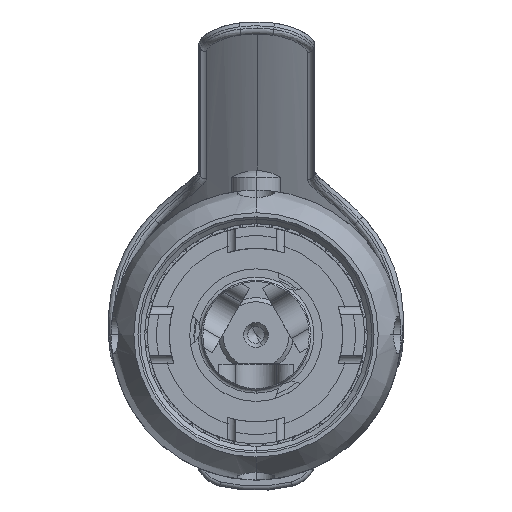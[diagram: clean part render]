
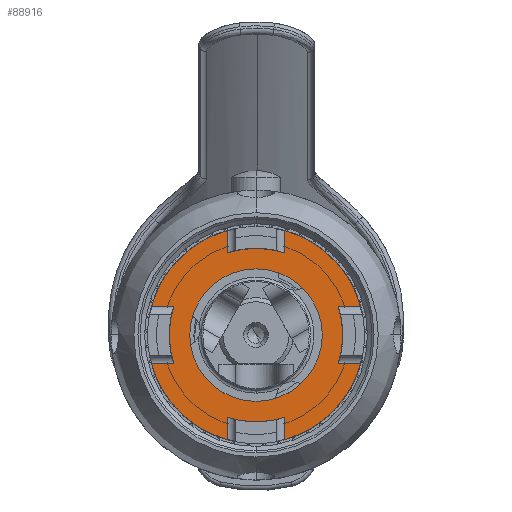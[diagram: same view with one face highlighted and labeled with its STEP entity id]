
A CAD part, top view. The second image highlights one B-rep face of the part: STEP entity #88916.
In plain terms, the highlighted planar face has unit normal (0, 0, 1).
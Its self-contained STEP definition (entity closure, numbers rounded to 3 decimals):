
#76418=CARTESIAN_POINT('',(0.,0.,-5.6));
#76419=DIRECTION('',(0.,0.,-1.));
#76420=DIRECTION('',(0.965,-0.263,0.));
#76421=AXIS2_PLACEMENT_3D('',#76418,#76419,#76420);
#76440=CARTESIAN_POINT('',(0.,0.,-5.6));
#76441=DIRECTION('',(0.,0.,-1.));
#76442=DIRECTION('',(0.263,0.965,0.));
#76443=AXIS2_PLACEMENT_3D('',#76440,#76441,#76442);
#76588=CARTESIAN_POINT('',(0.,0.,-5.6));
#76589=DIRECTION('',(0.,0.,-1.));
#76590=DIRECTION('',(-0.263,-0.965,0.));
#76591=AXIS2_PLACEMENT_3D('',#76588,#76589,#76590);
#76632=CARTESIAN_POINT('',(0.,0.,-5.6));
#76633=DIRECTION('',(0.,0.,-1.));
#76634=DIRECTION('',(-0.965,0.263,0.));
#76635=AXIS2_PLACEMENT_3D('',#76632,#76633,#76634);
#76793=DIRECTION('',(0.,-1.,0.));
#76794=VECTOR('',#76793,2.721);
#76795=CARTESIAN_POINT('',(-3.45,12.638,-5.6));
#76796=LINE('',#76795,#76794);
#76800=DIRECTION('',(0.,1.,0.));
#76801=VECTOR('',#76800,2.721);
#76802=CARTESIAN_POINT('',(3.45,9.917,-5.6));
#76803=LINE('',#76802,#76801);
#76807=DIRECTION('',(-1.,0.,0.));
#76808=VECTOR('',#76807,2.721);
#76809=CARTESIAN_POINT('',(12.638,3.45,-5.6));
#76810=LINE('',#76809,#76808);
#76814=DIRECTION('',(1.,0.,0.));
#76815=VECTOR('',#76814,2.721);
#76816=CARTESIAN_POINT('',(9.917,-3.45,-5.6));
#76817=LINE('',#76816,#76815);
#76821=DIRECTION('',(0.,1.,0.));
#76822=VECTOR('',#76821,2.721);
#76823=CARTESIAN_POINT('',(3.45,-12.638,-5.6));
#76824=LINE('',#76823,#76822);
#76828=DIRECTION('',(0.,-1.,0.));
#76829=VECTOR('',#76828,2.721);
#76830=CARTESIAN_POINT('',(-3.45,-9.917,-5.6));
#76831=LINE('',#76830,#76829);
#76835=DIRECTION('',(1.,0.,0.));
#76836=VECTOR('',#76835,2.721);
#76837=CARTESIAN_POINT('',(-12.638,-3.45,-5.6));
#76838=LINE('',#76837,#76836);
#76842=DIRECTION('',(-1.,0.,0.));
#76843=VECTOR('',#76842,2.721);
#76844=CARTESIAN_POINT('',(-9.917,3.45,-5.6));
#76845=LINE('',#76844,#76843);
#76849=CARTESIAN_POINT('',(0.,0.,-5.6));
#76850=DIRECTION('',(0.,0.,-1.));
#76851=DIRECTION('',(0.,1.,0.));
#76852=AXIS2_PLACEMENT_3D('',#76849,#76850,#76851);
#76871=CARTESIAN_POINT('',(0.,0.,-5.6));
#76872=DIRECTION('',(0.,0.,1.));
#76873=DIRECTION('',(0.,1.,0.));
#76874=AXIS2_PLACEMENT_3D('',#76871,#76872,#76873);
#77071=CARTESIAN_POINT('',(0.,0.,-5.6));
#77072=DIRECTION('',(0.,0.,1.));
#77073=DIRECTION('',(-0.329,-0.944,0.));
#77074=AXIS2_PLACEMENT_3D('',#77071,#77072,#77073);
#77094=CARTESIAN_POINT('',(0.,0.,-5.6));
#77095=DIRECTION('',(0.,0.,1.));
#77096=DIRECTION('',(-0.944,0.329,0.));
#77097=AXIS2_PLACEMENT_3D('',#77094,#77095,#77096);
#77131=CARTESIAN_POINT('',(0.,0.,-5.6));
#77132=DIRECTION('',(0.,0.,1.));
#77133=DIRECTION('',(0.329,0.944,0.));
#77134=AXIS2_PLACEMENT_3D('',#77131,#77132,#77133);
#77154=CARTESIAN_POINT('',(0.,0.,-5.6));
#77155=DIRECTION('',(0.,0.,1.));
#77156=DIRECTION('',(0.944,-0.329,0.));
#77157=AXIS2_PLACEMENT_3D('',#77154,#77155,#77156);
#79640=CARTESIAN_POINT('',(0.,8.,-5.6));
#79642=VERTEX_POINT('',#79640);
#79644=CARTESIAN_POINT('',(0.,-8.,-5.6));
#79646=VERTEX_POINT('',#79644);
#80824=CARTESIAN_POINT('',(-3.45,12.638,-5.6));
#80825=CARTESIAN_POINT('',(-3.45,9.917,-5.6));
#80826=VERTEX_POINT('',#80824);
#80827=VERTEX_POINT('',#80825);
#80830=CARTESIAN_POINT('',(3.45,9.917,-5.6));
#80831=CARTESIAN_POINT('',(3.45,12.638,-5.6));
#80832=VERTEX_POINT('',#80830);
#80833=VERTEX_POINT('',#80831);
#80836=CARTESIAN_POINT('',(-12.638,-3.45,-5.6));
#80837=CARTESIAN_POINT('',(-9.917,-3.45,-5.6));
#80838=VERTEX_POINT('',#80836);
#80839=VERTEX_POINT('',#80837);
#80842=CARTESIAN_POINT('',(-9.917,3.45,-5.6));
#80843=CARTESIAN_POINT('',(-12.638,3.45,-5.6));
#80844=VERTEX_POINT('',#80842);
#80845=VERTEX_POINT('',#80843);
#80848=CARTESIAN_POINT('',(-3.45,-9.917,-5.6));
#80849=CARTESIAN_POINT('',(-3.45,-12.638,-5.6));
#80850=VERTEX_POINT('',#80848);
#80851=VERTEX_POINT('',#80849);
#80854=CARTESIAN_POINT('',(3.45,-12.638,-5.6));
#80855=CARTESIAN_POINT('',(3.45,-9.917,-5.6));
#80856=VERTEX_POINT('',#80854);
#80857=VERTEX_POINT('',#80855);
#80860=CARTESIAN_POINT('',(12.638,3.45,-5.6));
#80861=CARTESIAN_POINT('',(9.917,3.45,-5.6));
#80862=VERTEX_POINT('',#80860);
#80863=VERTEX_POINT('',#80861);
#80866=CARTESIAN_POINT('',(9.917,-3.45,-5.6));
#80867=CARTESIAN_POINT('',(12.638,-3.45,-5.6));
#80868=VERTEX_POINT('',#80866);
#80869=VERTEX_POINT('',#80867);
#88876=CARTESIAN_POINT('',(0.,0.,-5.6));
#88877=DIRECTION('',(0.,0.,-1.));
#88878=DIRECTION('',(0.,-1.,0.));
#88879=AXIS2_PLACEMENT_3D('',#88876,#88877,#88878);
#88880=PLANE('',#88879);
#88882=ORIENTED_EDGE('',*,*,#88881,.T.);
#88884=ORIENTED_EDGE('',*,*,#88883,.F.);
#88886=ORIENTED_EDGE('',*,*,#88885,.T.);
#88887=ORIENTED_EDGE('',*,*,#88512,.T.);
#88889=ORIENTED_EDGE('',*,*,#88888,.T.);
#88891=ORIENTED_EDGE('',*,*,#88890,.F.);
#88893=ORIENTED_EDGE('',*,*,#88892,.T.);
#88894=ORIENTED_EDGE('',*,*,#88500,.T.);
#88896=ORIENTED_EDGE('',*,*,#88895,.T.);
#88898=ORIENTED_EDGE('',*,*,#88897,.F.);
#88900=ORIENTED_EDGE('',*,*,#88899,.T.);
#88901=ORIENTED_EDGE('',*,*,#88690,.T.);
#88903=ORIENTED_EDGE('',*,*,#88902,.T.);
#88905=ORIENTED_EDGE('',*,*,#88904,.F.);
#88906=ORIENTED_EDGE('',*,*,#88860,.T.);
#88907=ORIENTED_EDGE('',*,*,#88704,.T.);
#88908=EDGE_LOOP('',(#88882,#88884,#88886,#88887,#88889,#88891,#88893,#88894,
#88896,#88898,#88900,#88901,#88903,#88905,#88906,#88907));
#88909=FACE_OUTER_BOUND('',#88908,.F.);
#88911=ORIENTED_EDGE('',*,*,#88910,.F.);
#88913=ORIENTED_EDGE('',*,*,#88912,.T.);
#88914=EDGE_LOOP('',(#88911,#88913));
#88915=FACE_BOUND('',#88914,.F.);
#88916=ADVANCED_FACE('',(#88909,#88915),#88880,.F.);
#76422=CIRCLE('',#76421,13.1);
#76444=CIRCLE('',#76443,13.1);
#76592=CIRCLE('',#76591,13.1);
#76636=CIRCLE('',#76635,13.1);
#76853=CIRCLE('',#76852,8.);
#76875=CIRCLE('',#76874,8.);
#77075=CIRCLE('',#77074,10.5);
#77098=CIRCLE('',#77097,10.5);
#77135=CIRCLE('',#77134,10.5);
#77158=CIRCLE('',#77157,10.5);
#88500=EDGE_CURVE('',#80869,#80856,#76422,.T.);
#88512=EDGE_CURVE('',#80833,#80862,#76444,.T.);
#88690=EDGE_CURVE('',#80851,#80838,#76592,.T.);
#88704=EDGE_CURVE('',#80845,#80826,#76636,.T.);
#88860=EDGE_CURVE('',#80844,#80845,#76845,.T.);
#88881=EDGE_CURVE('',#80826,#80827,#76796,.T.);
#88883=EDGE_CURVE('',#80832,#80827,#77135,.T.);
#88885=EDGE_CURVE('',#80832,#80833,#76803,.T.);
#88888=EDGE_CURVE('',#80862,#80863,#76810,.T.);
#88890=EDGE_CURVE('',#80868,#80863,#77158,.T.);
#88892=EDGE_CURVE('',#80868,#80869,#76817,.T.);
#88895=EDGE_CURVE('',#80856,#80857,#76824,.T.);
#88897=EDGE_CURVE('',#80850,#80857,#77075,.T.);
#88899=EDGE_CURVE('',#80850,#80851,#76831,.T.);
#88902=EDGE_CURVE('',#80838,#80839,#76838,.T.);
#88904=EDGE_CURVE('',#80844,#80839,#77098,.T.);
#88910=EDGE_CURVE('',#79642,#79646,#76853,.T.);
#88912=EDGE_CURVE('',#79642,#79646,#76875,.T.);
